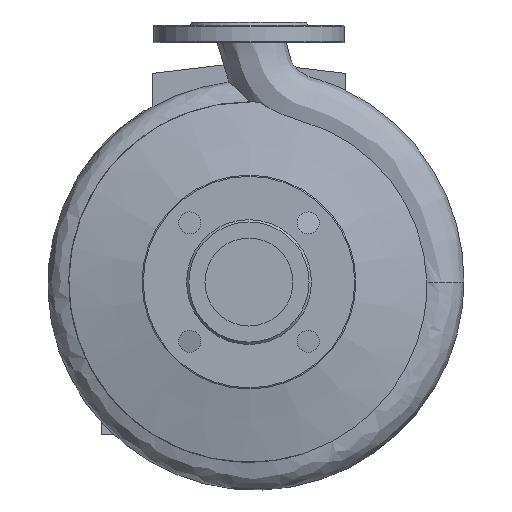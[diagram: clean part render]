
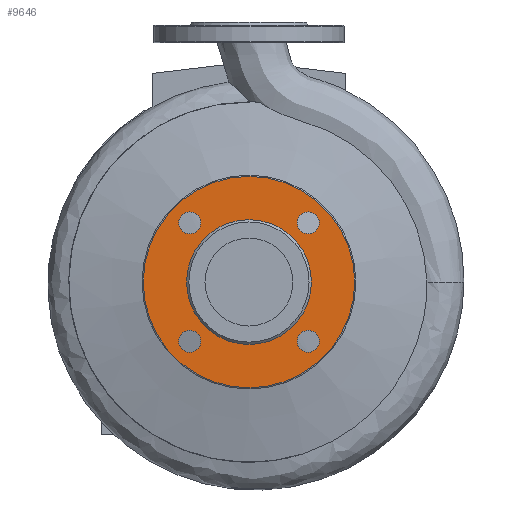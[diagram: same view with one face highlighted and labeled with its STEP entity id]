
A CAD part, left-side view. The second image highlights one B-rep face of the part: STEP entity #9646.
In plain terms, the highlighted planar face has unit normal (-1, 0, 0).
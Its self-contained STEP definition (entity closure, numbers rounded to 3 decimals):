
#328=FACE_BOUND('',#2002,.T.);
#329=FACE_BOUND('',#2003,.T.);
#330=FACE_BOUND('',#2004,.T.);
#331=FACE_BOUND('',#2005,.T.);
#332=FACE_BOUND('',#2006,.T.);
#490=CIRCLE('',#10338,9.5);
#492=CIRCLE('',#10341,9.5);
#494=CIRCLE('',#10344,9.5);
#496=CIRCLE('',#10347,9.5);
#497=CIRCLE('',#10349,54.);
#499=CIRCLE('',#10352,91.5);
#946=PLANE('',#10351);
#1350=FACE_OUTER_BOUND('',#2001,.T.);
#2001=EDGE_LOOP('',(#7509));
#2002=EDGE_LOOP('',(#7510));
#2003=EDGE_LOOP('',(#7511));
#2004=EDGE_LOOP('',(#7512));
#2005=EDGE_LOOP('',(#7513));
#2006=EDGE_LOOP('',(#7514));
#4538=VERTEX_POINT('',#15646);
#4540=VERTEX_POINT('',#15651);
#4542=VERTEX_POINT('',#15656);
#4544=VERTEX_POINT('',#15661);
#4545=VERTEX_POINT('',#15664);
#4547=VERTEX_POINT('',#15669);
#5631=EDGE_CURVE('',#4538,#4538,#490,.T.);
#5633=EDGE_CURVE('',#4540,#4540,#492,.T.);
#5635=EDGE_CURVE('',#4542,#4542,#494,.T.);
#5637=EDGE_CURVE('',#4544,#4544,#496,.T.);
#5638=EDGE_CURVE('',#4545,#4545,#497,.T.);
#5640=EDGE_CURVE('',#4547,#4547,#499,.T.);
#7509=ORIENTED_EDGE('',*,*,#5640,.T.);
#7510=ORIENTED_EDGE('',*,*,#5631,.F.);
#7511=ORIENTED_EDGE('',*,*,#5633,.F.);
#7512=ORIENTED_EDGE('',*,*,#5635,.F.);
#7513=ORIENTED_EDGE('',*,*,#5637,.F.);
#7514=ORIENTED_EDGE('',*,*,#5638,.F.);
#9646=ADVANCED_FACE('',(#1350,#328,#329,#330,#331,#332),#946,.F.);
#10338=AXIS2_PLACEMENT_3D('',#15647,#11976,#11977);
#10341=AXIS2_PLACEMENT_3D('',#15652,#11982,#11983);
#10344=AXIS2_PLACEMENT_3D('',#15657,#11988,#11989);
#10347=AXIS2_PLACEMENT_3D('',#15662,#11994,#11995);
#10349=AXIS2_PLACEMENT_3D('',#15665,#11998,#11999);
#10351=AXIS2_PLACEMENT_3D('',#15668,#12002,#12003);
#10352=AXIS2_PLACEMENT_3D('',#15670,#12004,#12005);
#11976=DIRECTION('center_axis',(-1.,0.,0.));
#11977=DIRECTION('ref_axis',(0.,1.,0.));
#11982=DIRECTION('center_axis',(-1.,0.,0.));
#11983=DIRECTION('ref_axis',(0.,0.,
1.));
#11988=DIRECTION('center_axis',(-1.,0.,0.));
#11989=DIRECTION('ref_axis',(0.,-1.,0.));
#11994=DIRECTION('center_axis',(-1.,0.,0.));
#11995=DIRECTION('ref_axis',(0.,0.,-1.));
#11998=DIRECTION('center_axis',(-1.,0.,0.));
#11999=DIRECTION('ref_axis',(0.,-1.,0.));
#12002=DIRECTION('center_axis',(1.,0.,0.));
#12003=DIRECTION('ref_axis',(0.,0.,1.));
#12004=DIRECTION('center_axis',(-1.,0.,0.));
#12005=DIRECTION('ref_axis',(0.,-1.,0.));
#15646=CARTESIAN_POINT('',(-98.,-60.765,80.735));
#15647=CARTESIAN_POINT('Origin',(-98.,-51.265,80.735));
#15651=CARTESIAN_POINT('',(-98.,51.265,71.235));
#15652=CARTESIAN_POINT('Origin',(-98.,51.265,80.735));
#15656=CARTESIAN_POINT('',(-98.,60.765,183.265));
#15657=CARTESIAN_POINT('Origin',(-98.,51.265,183.265));
#15661=CARTESIAN_POINT('',(-98.,-51.265,192.765));
#15662=CARTESIAN_POINT('Origin',(-98.,-51.265,183.265));
#15664=CARTESIAN_POINT('',(-98.,-54.,132.));
#15665=CARTESIAN_POINT('Origin',(-98.,0.,132.));
#15668=CARTESIAN_POINT('Origin',(-98.,-72.75,132.));
#15669=CARTESIAN_POINT('',(-98.,-91.5,132.));
#15670=CARTESIAN_POINT('Origin',(-98.,0.,132.));
